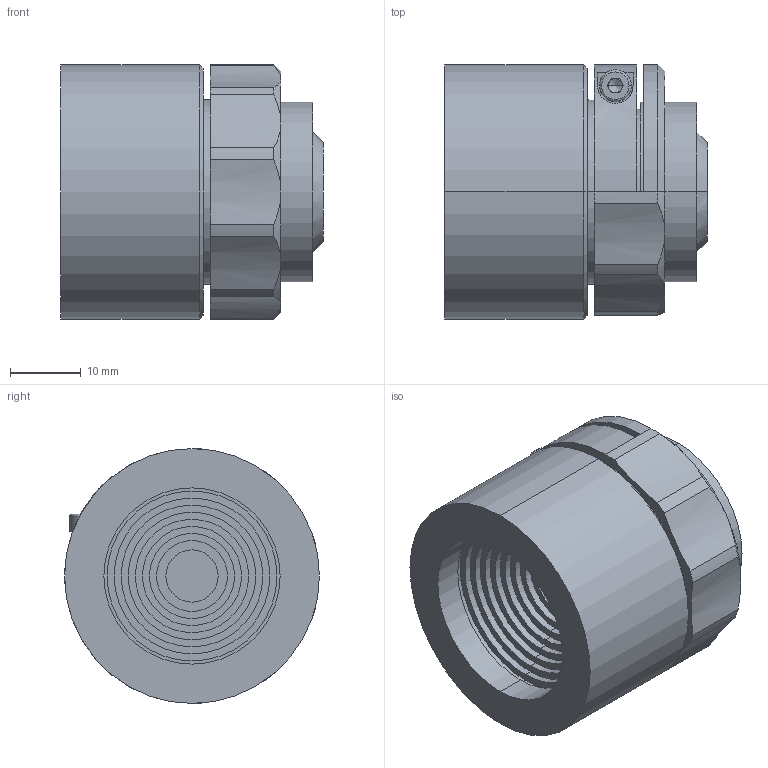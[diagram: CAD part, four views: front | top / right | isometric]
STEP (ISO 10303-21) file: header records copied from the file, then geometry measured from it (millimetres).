
FILE_DESCRIPTION (( 'STEP AP203' ), '1' );
FILE_NAME ('XF-MH055X21.STEP', '2022-05-31T10:05:11', ( '' ), ( '' ), 'SwSTEP 2.0', 'SolidWorks 2018', '' );
FILE_SCHEMA (( 'CONFIG_CONTROL_DESIGN' ));
Length unit declared in the file: millimetre
Products named in the file (1): XF-MH055X21
Bounding box: 37.12 x 36 x 36 mm (x, y, z)
Volume: 26556.1 mm3; surface area: 13394.8 mm2
Topology: 2 solids, 4 shells, 162 faces, 363 edges, 229 vertices
Faces by surface type: cylinder 80, plane 61, cone 19, torus 2
Entity records: 4686 total; most frequent: DIRECTION 867, CARTESIAN_POINT 844, ORIENTED_EDGE 718, EDGE_CURVE 359, AXIS2_PLACEMENT_3D 356, VERTEX_POINT 229, EDGE_LOOP 194, CIRCLE 193
